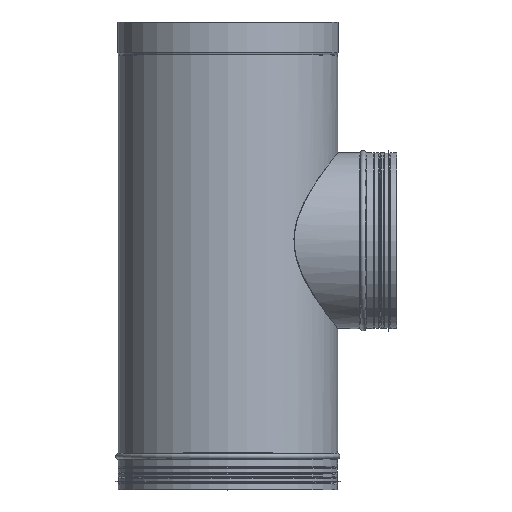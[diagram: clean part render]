
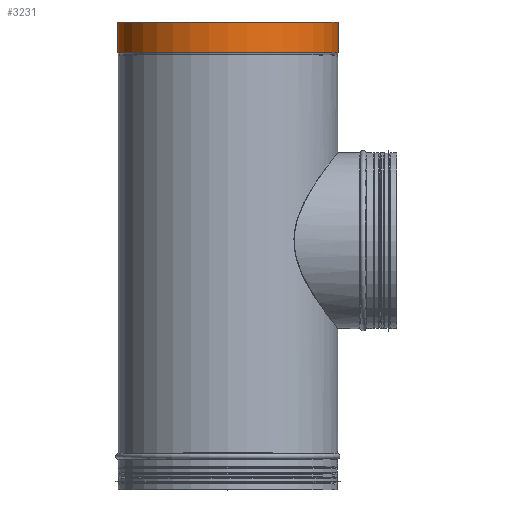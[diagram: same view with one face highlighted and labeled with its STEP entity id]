
A CAD part, top view. The second image highlights one B-rep face of the part: STEP entity #3231.
In plain terms, the highlighted cylindrical face has radius 252.6 mm (diameter 505.2 mm), a partial arc.
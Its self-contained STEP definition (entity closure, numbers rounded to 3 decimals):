
#111=CYLINDRICAL_SURFACE('',#3543,252.6);
#298=FACE_OUTER_BOUND('',#526,.T.);
#526=EDGE_LOOP('',(#2271,#2272,#2273,#2274));
#794=CIRCLE('',#3542,252.6);
#795=CIRCLE('',#3544,252.6);
#987=LINE('',#5108,#1174);
#1039=LINE('',#5475,#1226);
#1174=VECTOR('',#3999,69.844);
#1226=VECTOR('',#4257,69.844);
#1363=VERTEX_POINT('',#5101);
#1365=VERTEX_POINT('',#5107);
#1368=VERTEX_POINT('',#5114);
#1421=VERTEX_POINT('',#5470);
#1623=EDGE_CURVE('',#1365,#1363,#987,.T.);
#1728=EDGE_CURVE('',#1421,#1365,#794,.T.);
#1730=EDGE_CURVE('',#1368,#1363,#795,.T.);
#1731=EDGE_CURVE('',#1421,#1368,#1039,.T.);
#2271=ORIENTED_EDGE('',*,*,#1623,.T.);
#2272=ORIENTED_EDGE('',*,*,#1730,.F.);
#2273=ORIENTED_EDGE('',*,*,#1731,.F.);
#2274=ORIENTED_EDGE('',*,*,#1728,.T.);
#3231=ADVANCED_FACE('',(#298),#111,.T.);
#3542=AXIS2_PLACEMENT_3D('',#5471,#4250,#4251);
#3543=AXIS2_PLACEMENT_3D('',#5473,#4253,#4254);
#3544=AXIS2_PLACEMENT_3D('',#5474,#4255,#4256);
#3999=DIRECTION('',(0.,-1.,0.));
#4250=DIRECTION('center_axis',(0.,-1.,0.));
#4251=DIRECTION('ref_axis',(-1.,0.,0.));
#4253=DIRECTION('center_axis',(0.,-1.,0.));
#4254=DIRECTION('ref_axis',(-1.,0.,0.));
#4255=DIRECTION('center_axis',(0.,-1.,0.));
#4256=DIRECTION('ref_axis',(-1.,0.,0.));
#4257=DIRECTION('',(0.,-1.,0.));
#5101=CARTESIAN_POINT('',(-252.6,1000.156,0.441));
#5107=CARTESIAN_POINT('',(-252.6,1070.,0.441));
#5108=CARTESIAN_POINT('',(-252.6,1070.,0.441));
#5114=CARTESIAN_POINT('',(-252.6,1000.156,0.));
#5470=CARTESIAN_POINT('',(-252.6,1070.,0.));
#5471=CARTESIAN_POINT('Origin',(0.,1070.,0.));
#5473=CARTESIAN_POINT('Origin',(0.,13.179,0.));
#5474=CARTESIAN_POINT('Origin',(0.,1000.156,0.));
#5475=CARTESIAN_POINT('',(-252.6,1070.,0.));
